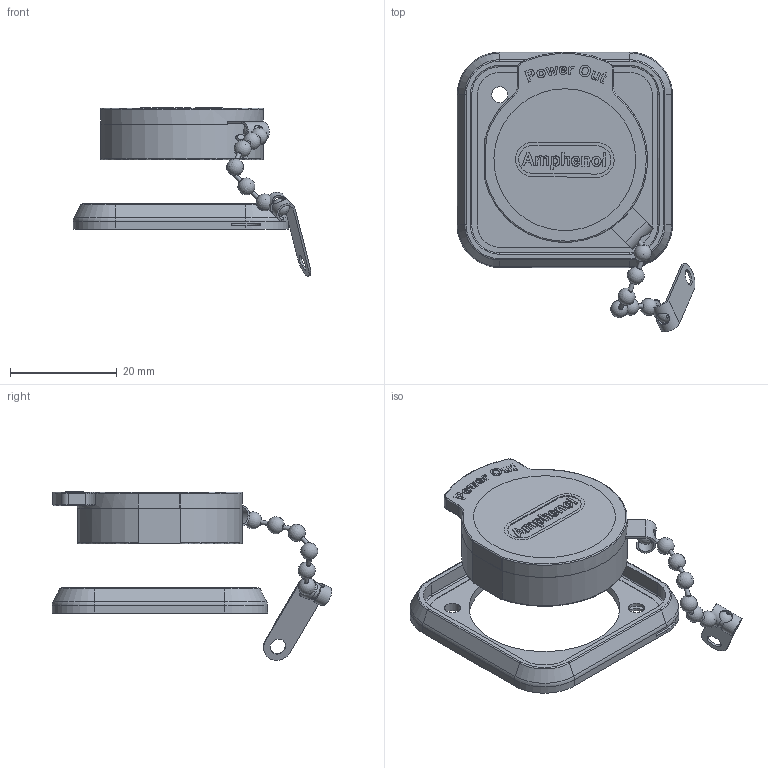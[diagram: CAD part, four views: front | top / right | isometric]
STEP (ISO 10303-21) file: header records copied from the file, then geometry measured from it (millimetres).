
FILE_DESCRIPTION(/* description */ (''),/* implementation_level */ '2;1');
FILE_NAME(/* name */ 'HPT-CAPF.stp',/* time_stamp */ '2019-07-26T16:02:29+10:00',/* author */ ('thien'),/* organization */ (''),/* preprocessor_version */ 'ST-DEVELOPER v17',/* originating_system */ 'Autodesk Inventor 2018',/* authorisation */ '');
FILE_SCHEMA (('CONFIG_CONTROL_DESIGN'));
Products named in the file (10): HPT-CAPF; 52730014-830; 50250030-830; cap outlet power sealed second design-01; seal outlet final second design; 52370011-732; 53660002-530; bead; wire; 52370011-731
Assembly tree (22 placements, depth 3):
  HPT-CAPF
    52730014-830
    50250030-830
      cap outlet power sealed second design-01
      seal outlet final second design
      52370011-732
    53660002-530
      bead  x8
      wire  x7
    52370011-731
Bounding box: 44.61 x 52.47 x 31.62 mm (x, y, z)
Volume: 7056.2 mm3; surface area: 10047.1 mm2
Topology: 20 solids, 20 shells, 645 faces, 1658 edges, 1077 vertices
Faces by surface type: plane 301, cylinder 164, bspline 102, cone 42, torus 26, sphere 10
Full cylindrical faces by diameter (mm): 0.6 x16, 0.672 x1, 0.762 x1, 0.8 x7, 2.5 x4, 3 x9, 23.7 x1, 28.1 x1, 28.3 x1
Entity records: 20697 total; most frequent: CARTESIAN_POINT 5969, ORIENTED_EDGE 3014, DIRECTION 2639, EDGE_CURVE 1507, VERTEX_POINT 983, LINE 901, VECTOR 901, AXIS2_PLACEMENT_3D 869
